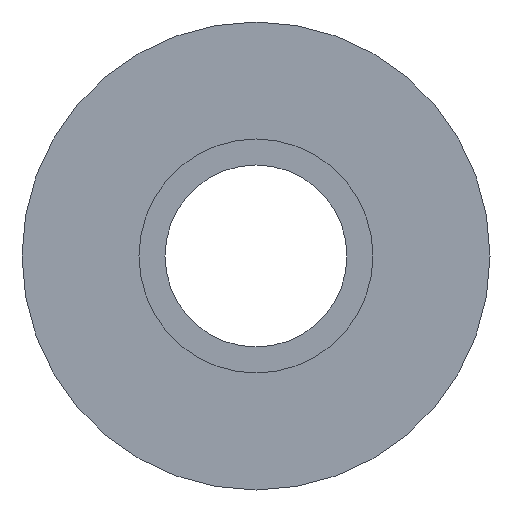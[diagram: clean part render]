
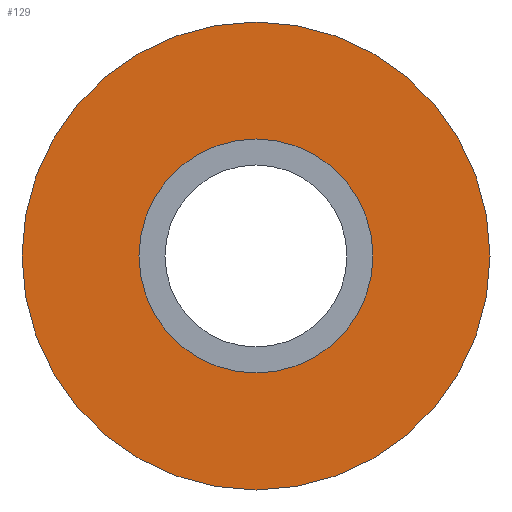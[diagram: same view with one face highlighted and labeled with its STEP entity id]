
A CAD part, front view. The second image highlights one B-rep face of the part: STEP entity #129.
In plain terms, the highlighted planar face has unit normal (0, -1, 0).
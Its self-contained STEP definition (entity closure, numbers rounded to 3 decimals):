
#17=FACE_BOUND('',#52,.T.);
#21=PLANE('',#169);
#40=FACE_OUTER_BOUND('',#51,.T.);
#51=EDGE_LOOP('',(#111));
#52=EDGE_LOOP('',(#112));
#65=CIRCLE('',#170,4.5);
#66=CIRCLE('',#171,2.25);
#75=VERTEX_POINT('',#246);
#76=VERTEX_POINT('',#248);
#88=EDGE_CURVE('',#75,#75,#65,.T.);
#89=EDGE_CURVE('',#76,#76,#66,.T.);
#111=ORIENTED_EDGE('',*,*,#88,.F.);
#112=ORIENTED_EDGE('',*,*,#89,.F.);
#129=ADVANCED_FACE('',(#40,#17),#21,.F.);
#169=AXIS2_PLACEMENT_3D('',#245,#206,#207);
#170=AXIS2_PLACEMENT_3D('',#247,#208,#209);
#171=AXIS2_PLACEMENT_3D('',#249,#210,#211);
#206=DIRECTION('center_axis',(0.,1.,0.));
#207=DIRECTION('ref_axis',(0.,0.,1.));
#208=DIRECTION('center_axis',(0.,1.,0.));
#209=DIRECTION('ref_axis',(-1.,0.,0.));
#210=DIRECTION('center_axis',(0.,-1.,0.));
#211=DIRECTION('ref_axis',(1.,0.,0.));
#245=CARTESIAN_POINT('Origin',(0.,0.,0.));
#246=CARTESIAN_POINT('',(4.5,0.,0.));
#247=CARTESIAN_POINT('Origin',(0.,0.,0.));
#248=CARTESIAN_POINT('',(-2.25,0.,0.));
#249=CARTESIAN_POINT('Origin',(0.,0.,0.));
